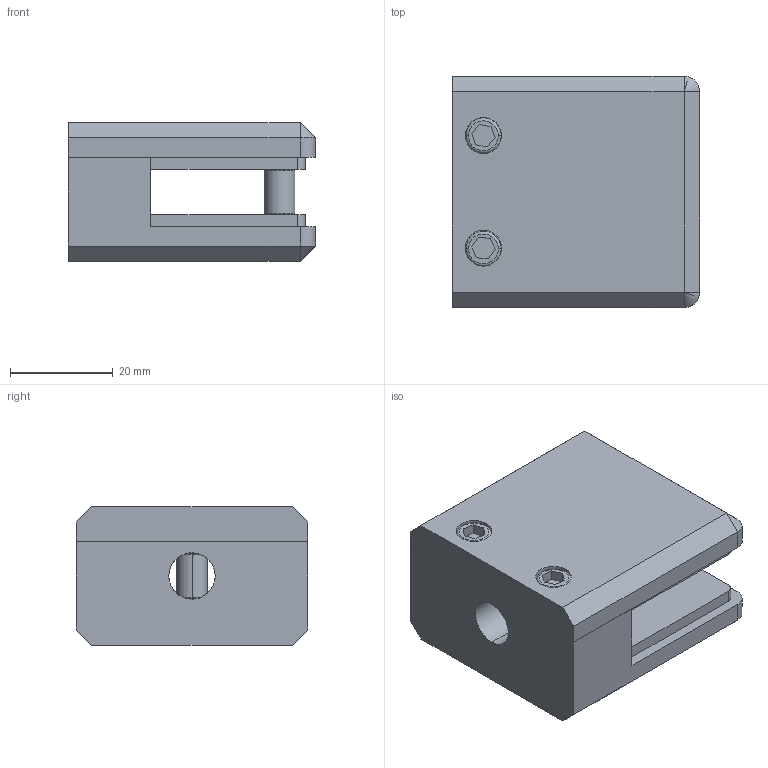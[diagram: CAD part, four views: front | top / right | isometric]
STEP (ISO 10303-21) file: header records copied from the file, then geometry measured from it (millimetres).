
FILE_DESCRIPTION (( 'STEP AP203' ), '1' );
FILE_NAME ('3D_GG4026_flach x8.76_188756935.STEP', '2024-11-05T08:10:00', ( '' ), ( '' ), 'SwSTEP 2.0', 'SolidWorks 2023', '' );
FILE_SCHEMA (( 'CONFIG_CONTROL_DESIGN' ));
Length unit declared in the file: millimetre
Products named in the file (1): 3D_GG4026_flach x8.76_188756935
Bounding box: 48 x 45 x 27 mm (x, y, z)
Volume: 42226.3 mm3; surface area: 20538.2 mm2
Topology: 5 solids, 5 shells, 138 faces, 318 edges, 202 vertices
Faces by surface type: plane 70, cylinder 54, cone 10, torus 4
Entity records: 4067 total; most frequent: CARTESIAN_POINT 770, DIRECTION 708, ORIENTED_EDGE 628, EDGE_CURVE 314, AXIS2_PLACEMENT_3D 262, VERTEX_POINT 202, VECTOR 184, LINE 184
